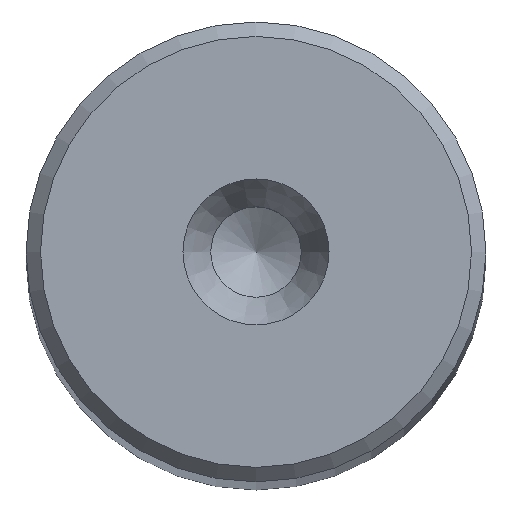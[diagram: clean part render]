
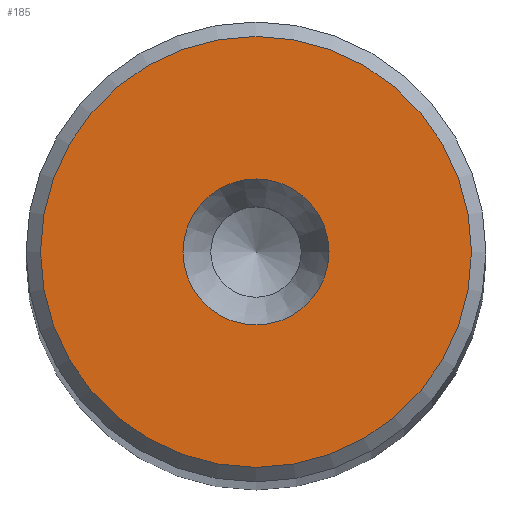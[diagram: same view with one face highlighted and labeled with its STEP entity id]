
A CAD part, top view. The second image highlights one B-rep face of the part: STEP entity #185.
In plain terms, the highlighted planar face has unit normal (0, 0, 1).
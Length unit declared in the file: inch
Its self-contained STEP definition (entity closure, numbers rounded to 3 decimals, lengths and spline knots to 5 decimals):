
#21 = AXIS2_PLACEMENT_3D ( 'NONE', #127, #147, #94 ) ;
#26 = CARTESIAN_POINT ( 'NONE',  ( -0.78125, 14.11889, 0. ) ) ;
#56 = DIRECTION ( 'NONE',  ( 1., 0., 0. ) ) ;
#58 = ORIENTED_EDGE ( 'NONE', *, *, #210, .T. ) ;
#92 = FACE_OUTER_BOUND ( 'NONE', #189, .T. ) ;
#94 = DIRECTION ( 'NONE',  ( -1., 0., 0. ) ) ;
#98 = CARTESIAN_POINT ( 'NONE',  ( 0., 0., 0. ) ) ;
#127 = CARTESIAN_POINT ( 'NONE',  ( 0., 0., 0. ) ) ;
#131 = VERTEX_POINT ( 'NONE', #235 ) ;
#141 = CIRCLE ( 'NONE', #303, 0.15625 ) ;
#147 = DIRECTION ( 'NONE',  ( 0., 0., 1. ) ) ;
#161 = AXIS2_PLACEMENT_3D ( 'NONE', #26, #202, #278 ) ;
#185 = ADVANCED_FACE ( 'NONE', ( #92, #256 ), #198, .F. ) ;
#189 = EDGE_LOOP ( 'NONE', ( #58 ) ) ;
#198 = PLANE ( 'NONE',  #161 ) ;
#202 = DIRECTION ( 'NONE',  ( 0., 0., -1. ) ) ;
#204 = DIRECTION ( 'NONE',  ( 0., 0., 1. ) ) ;
#210 = EDGE_CURVE ( 'NONE', #314, #314, #274, .T. ) ;
#214 = EDGE_LOOP ( 'NONE', ( #328 ) ) ;
#235 = CARTESIAN_POINT ( 'NONE',  ( 0.15625, 0., 0. ) ) ;
#256 = FACE_BOUND ( 'NONE', #214, .T. ) ;
#257 = CARTESIAN_POINT ( 'NONE',  ( -0.46113, 0., 0. ) ) ;
#274 = CIRCLE ( 'NONE', #21, 0.46113 ) ;
#278 = DIRECTION ( 'NONE',  ( -1., 0., 0. ) ) ;
#303 = AXIS2_PLACEMENT_3D ( 'NONE', #98, #204, #56 ) ;
#314 = VERTEX_POINT ( 'NONE', #257 ) ;
#328 = ORIENTED_EDGE ( 'NONE', *, *, #332, .F. ) ;
#332 = EDGE_CURVE ( 'NONE', #131, #131, #141, .T. ) ;
